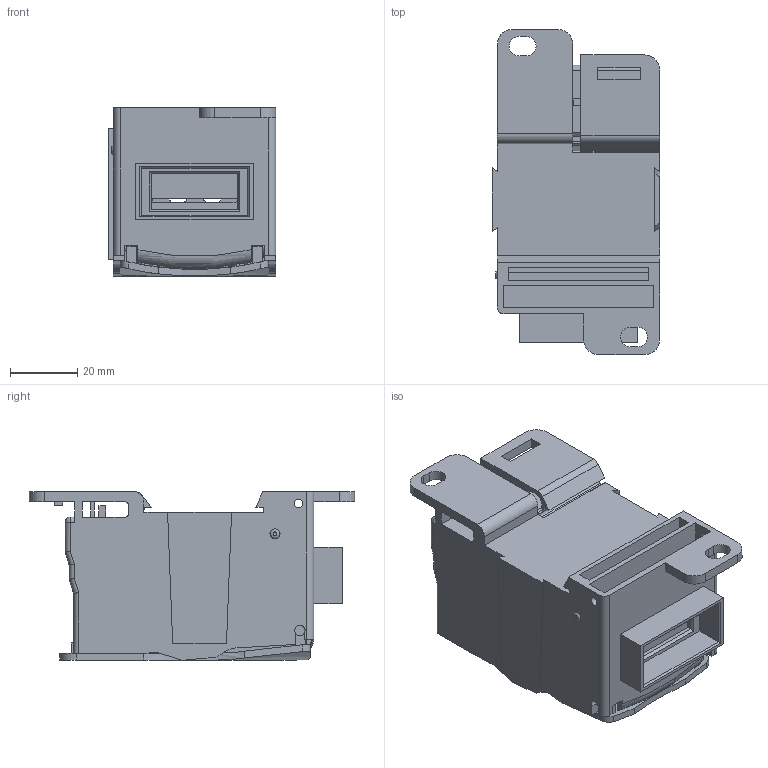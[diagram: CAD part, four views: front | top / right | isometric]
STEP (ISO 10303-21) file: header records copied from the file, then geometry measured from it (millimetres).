
FILE_DESCRIPTION(/* description */ (''),/* implementation_level */ '2;1');
FILE_NAME(/* name */ '3d_ACB1P520A12.stp',/* time_stamp */ '2023-10-31T17:32:45+01:00',/* author */ ('FUMAGALLI'),/* organization */ (''),/* preprocessor_version */ 'ST-DEVELOPER v16.1',/* originating_system */ 'Autodesk Inventor 2016',/* authorisation */ '');
FILE_SCHEMA (('AUTOMOTIVE_DESIGN { 1 0 10303 214 3 1 1 }'));
Length unit declared in the file: millimetre
Products named in the file (1): 3d_ACB1P520A12
Bounding box: 49.7 x 96.6 x 50.01 mm (x, y, z)
Volume: 87142.6 mm3; surface area: 64504.9 mm2
Topology: 3 solids, 3 shells, 489 faces, 1454 edges, 955 vertices
Faces by surface type: plane 321, cylinder 140, cone 17, bspline 8, sphere 2, torus 1
Full cylindrical faces by diameter (mm): 2.5 x2, 3.1 x2, 5.2 x4, 5.6 x4, 6 x4, 6.2 x6, 6.4 x4, 6.8 x4, 6.9 x1, 7.3 x4, 7.5 x2, 7.7 x4, 7.8 x1, 8.5 x2, 8.6 x2, 8.8 x4, 9 x2, 9.5 x2, 10 x3, 12 x2
Entity records: 16994 total; most frequent: CARTESIAN_POINT 3693, ORIENTED_EDGE 2612, DIRECTION 2579, EDGE_CURVE 1306, LINE 907, VECTOR 907, VERTEX_POINT 890, AXIS2_PLACEMENT_3D 836
